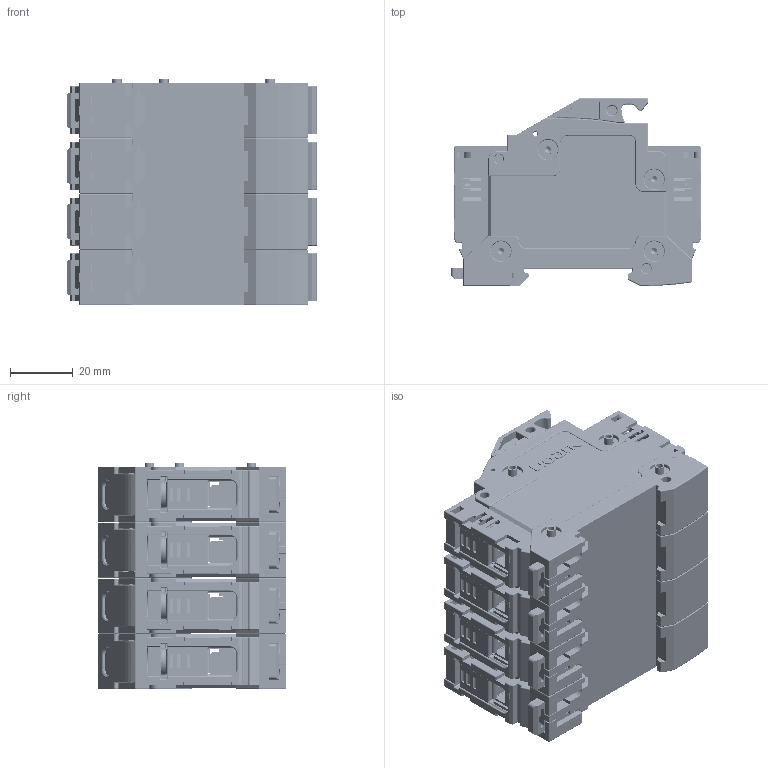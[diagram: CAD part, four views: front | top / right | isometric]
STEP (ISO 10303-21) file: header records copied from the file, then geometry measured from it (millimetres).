
FILE_DESCRIPTION((''),'2;1');
FILE_NAME('F304P_ASM','2022-10-19T15:57:17',('dychenbin'),(''),'CREO PARAMETRIC BY PTC INC, 2020044','CREO PARAMETRIC BY PTC INC, 2020044','');
FILE_SCHEMA(('CONFIG_CONTROL_DESIGN','SHAPE_APPEARANCE_LAYERS_GROUPS'));
Products named in the file (21): 8022RT1601; 8315RT1601; 8100RT1601; 8320F0101001; 8315RT1603; 8557RT1601; 8325RT1601; 5557RT1601_ASM; 8145RT1601; 8574TJ1601; 8900TJ1606; 5558RT1601_ASM; 8967RT16011; 8271RT1601; F301P_ASM; 8967RT16012; F302P_ASM; 8967RT16013; F303P_ASM; 8967RT16014; F304P_ASM
Assembly tree (65 placements, depth 7):
  F304P_ASM
    8022RT1601
    8315RT1601
    8100RT1601
    8320F0101001
    8315RT1603
    5558RT1601_ASM  x2
      5557RT1601_ASM
        8557RT1601
        8325RT1601
      8145RT1601
      8574TJ1601
      8900TJ1606
    8967RT16011  x4
    8271RT1601
    F303P_ASM
      8022RT1601
      8315RT1601
      8100RT1601
      8320F0101001
      8315RT1603
      5558RT1601_ASM  x2
        5557RT1601_ASM
          8557RT1601
          8325RT1601
        8145RT1601
        8574TJ1601
        8900TJ1606
      8967RT16011  x4
      8271RT1601
      F302P_ASM
        8022RT1601
        8315RT1601
        8100RT1601
        8320F0101001
        8315RT1603
        5558RT1601_ASM  x2
          5557RT1601_ASM
            8557RT1601
            8325RT1601
          8145RT1601
          8574TJ1601
          8900TJ1606
        8271RT1601
        F301P_ASM
          8022RT1601
          8315RT1601
          8100RT1601
          8320F0101001
          8315RT1603
          5558RT1601_ASM  x2
            5557RT1601_ASM
              8557RT1601
              8325RT1601
            8145RT1601
            8574TJ1601
            8900TJ1606
          8967RT16011  x4
          8271RT1601
        8967RT16012  x4
Bounding box: 80 x 60 x 72.4 mm (x, y, z)
Volume: 87658.5 mm3; surface area: 147506.6 mm2
Topology: 88 solids, 128 shells, 12812 faces, 31772 edges, 19320 vertices
Faces by surface type: plane 8052, cylinder 3100, torus 696, sphere 360, extrusion 248, cone 200, bspline 156
Entity records: 125217 total; most frequent: CARTESIAN_POINT 20092, DIRECTION 14622, ORIENTED_EDGE 14416, PRESENTATION_STYLE_ASSIGNMENT 9024, STYLED_ITEM 8925, EDGE_CURVE 7220, CURVE_STYLE 7116, VECTOR 5216
